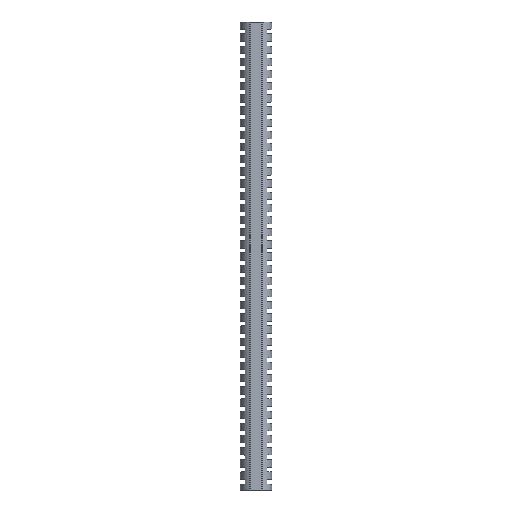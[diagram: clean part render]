
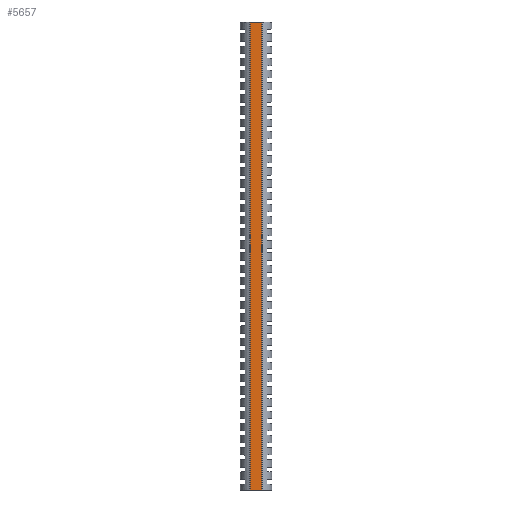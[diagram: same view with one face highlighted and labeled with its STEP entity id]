
A CAD part, front view. The second image highlights one B-rep face of the part: STEP entity #5657.
In plain terms, the highlighted planar face has unit normal (0, -1, 0).
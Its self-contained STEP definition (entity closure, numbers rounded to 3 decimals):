
#1107 = CARTESIAN_POINT ( 'NONE',  ( -6., -0.4, 500. ) ) ;
#1183 = LINE ( 'NONE', #12013, #11815 ) ;
#2162 = CARTESIAN_POINT ( 'NONE',  ( -6., -0.4, 500. ) ) ;
#2258 = VECTOR ( 'NONE', #11399, 1000. ) ;
#3534 = ORIENTED_EDGE ( 'NONE', *, *, #20566, .F. ) ;
#4405 = VECTOR ( 'NONE', #25545, 1000. ) ;
#5577 = DIRECTION ( 'NONE',  ( 0., 0., 1. ) ) ;
#5657 = ADVANCED_FACE ( 'NONE', ( #18713 ), #25735, .F. ) ;
#5840 = LINE ( 'NONE', #6553, #20798 ) ;
#5983 = DIRECTION ( 'NONE',  ( 0., 0., -1. ) ) ;
#6553 = CARTESIAN_POINT ( 'NONE',  ( 6., -0.4, 500. ) ) ;
#7306 = VERTEX_POINT ( 'NONE', #26074 ) ;
#7990 = LINE ( 'NONE', #14911, #4405 ) ;
#8092 = CARTESIAN_POINT ( 'NONE',  ( -6., -0.4, 500. ) ) ;
#8117 = ORIENTED_EDGE ( 'NONE', *, *, #12574, .T. ) ;
#11399 = DIRECTION ( 'NONE',  ( 0., 0., -1. ) ) ;
#11798 = EDGE_LOOP ( 'NONE', ( #8117, #27954, #3534, #28323 ) ) ;
#11815 = VECTOR ( 'NONE', #14037, 1000. ) ;
#12013 = CARTESIAN_POINT ( 'NONE',  ( -6., -0.4, 0. ) ) ;
#12574 = EDGE_CURVE ( 'NONE', #7306, #26891, #1183, .T. ) ;
#14037 = DIRECTION ( 'NONE',  ( 1., 0., 0. ) ) ;
#14911 = CARTESIAN_POINT ( 'NONE',  ( -6., -0.4, 500. ) ) ;
#15771 = EDGE_CURVE ( 'NONE', #23534, #26891, #5840, .T. ) ;
#16839 = DIRECTION ( 'NONE',  ( 0., 1., 0. ) ) ;
#18151 = VERTEX_POINT ( 'NONE', #8092 ) ;
#18713 = FACE_OUTER_BOUND ( 'NONE', #11798, .T. ) ;
#19365 = CARTESIAN_POINT ( 'NONE',  ( 6., -0.4, 0. ) ) ;
#20566 = EDGE_CURVE ( 'NONE', #18151, #23534, #7990, .T. ) ;
#20798 = VECTOR ( 'NONE', #5983, 1000. ) ;
#21125 = AXIS2_PLACEMENT_3D ( 'NONE', #1107, #16839, #5577 ) ;
#23534 = VERTEX_POINT ( 'NONE', #27818 ) ;
#24631 = LINE ( 'NONE', #2162, #2258 ) ;
#25107 = EDGE_CURVE ( 'NONE', #18151, #7306, #24631, .T. ) ;
#25545 = DIRECTION ( 'NONE',  ( 1., 0., 0. ) ) ;
#25735 = PLANE ( 'NONE',  #21125 ) ;
#26074 = CARTESIAN_POINT ( 'NONE',  ( -6., -0.4, 0. ) ) ;
#26891 = VERTEX_POINT ( 'NONE', #19365 ) ;
#27818 = CARTESIAN_POINT ( 'NONE',  ( 6., -0.4, 500. ) ) ;
#27954 = ORIENTED_EDGE ( 'NONE', *, *, #15771, .F. ) ;
#28323 = ORIENTED_EDGE ( 'NONE', *, *, #25107, .T. ) ;
